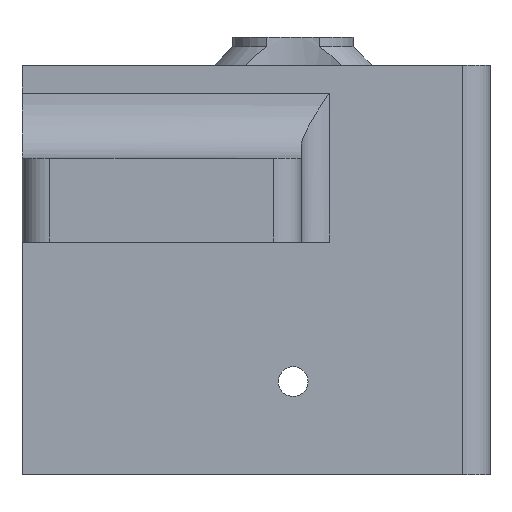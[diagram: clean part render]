
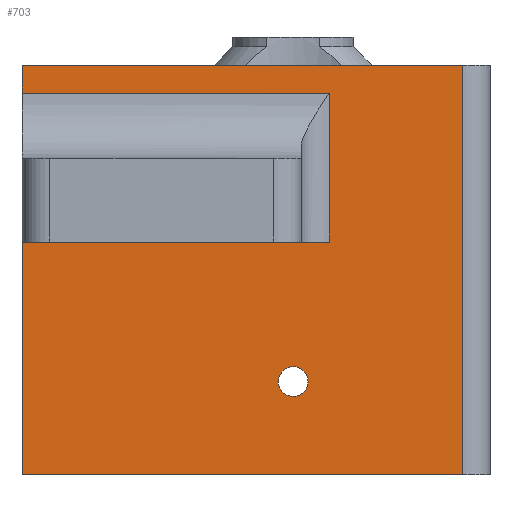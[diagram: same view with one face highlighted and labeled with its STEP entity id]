
A CAD part, left-side view. The second image highlights one B-rep face of the part: STEP entity #703.
In plain terms, the highlighted face is planar.
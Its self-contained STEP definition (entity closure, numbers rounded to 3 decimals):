
#33=FACE_BOUND('',#121,.T.);
#51=PLANE('',#779);
#75=FACE_OUTER_BOUND('',#120,.T.);
#120=EDGE_LOOP('',(#551,#552,#553,#554,#555,#556,#557,#558));
#121=EDGE_LOOP('',(#559));
#156=LINE('',#1068,#211);
#161=LINE('',#1087,#216);
#166=LINE('',#1116,#221);
#170=LINE('',#1124,#225);
#177=LINE('',#1142,#232);
#180=LINE('',#1151,#235);
#182=LINE('',#1157,#237);
#183=LINE('',#1159,#238);
#211=VECTOR('',#844,10.);
#216=VECTOR('',#861,10.);
#221=VECTOR('',#888,10.);
#225=VECTOR('',#892,10.);
#232=VECTOR('',#911,10.);
#235=VECTOR('',#922,10.);
#237=VECTOR('',#928,10.);
#238=VECTOR('',#931,10.);
#288=CIRCLE('',#780,1.6);
#310=VERTEX_POINT('',#1056);
#311=VERTEX_POINT('',#1067);
#318=VERTEX_POINT('',#1085);
#319=VERTEX_POINT('',#1086);
#335=VERTEX_POINT('',#1121);
#336=VERTEX_POINT('',#1123);
#341=VERTEX_POINT('',#1141);
#345=VERTEX_POINT('',#1154);
#346=VERTEX_POINT('',#1160);
#378=EDGE_CURVE('',#311,#310,#156,.T.);
#387=EDGE_CURVE('',#318,#319,#161,.T.);
#402=EDGE_CURVE('',#318,#311,#166,.T.);
#406=EDGE_CURVE('',#336,#335,#170,.T.);
#415=EDGE_CURVE('',#341,#336,#177,.T.);
#420=EDGE_CURVE('',#310,#341,#180,.T.);
#423=EDGE_CURVE('',#345,#319,#182,.T.);
#424=EDGE_CURVE('',#335,#345,#183,.T.);
#425=EDGE_CURVE('',#346,#346,#288,.T.);
#551=ORIENTED_EDGE('',*,*,#378,.T.);
#552=ORIENTED_EDGE('',*,*,#420,.T.);
#553=ORIENTED_EDGE('',*,*,#415,.T.);
#554=ORIENTED_EDGE('',*,*,#406,.T.);
#555=ORIENTED_EDGE('',*,*,#424,.T.);
#556=ORIENTED_EDGE('',*,*,#423,.T.);
#557=ORIENTED_EDGE('',*,*,#387,.F.);
#558=ORIENTED_EDGE('',*,*,#402,.T.);
#559=ORIENTED_EDGE('',*,*,#425,.F.);
#703=ADVANCED_FACE('',(#75,#33),#51,.F.);
#779=AXIS2_PLACEMENT_3D('',#1158,#929,#930);
#780=AXIS2_PLACEMENT_3D('',#1161,#932,#933);
#844=DIRECTION('',(0.,-1.,0.));
#861=DIRECTION('',(0.,-1.,0.));
#888=DIRECTION('',(0.,0.,1.));
#892=DIRECTION('',(0.,0.,1.));
#911=DIRECTION('',(0.,1.,0.));
#922=DIRECTION('',(0.,0.,1.));
#928=DIRECTION('',(0.,0.,-1.));
#929=DIRECTION('center_axis',(-1.,0.,0.));
#930=DIRECTION('ref_axis',(0.,-1.,0.));
#931=DIRECTION('',(0.,-1.,0.));
#932=DIRECTION('center_axis',(1.,0.,0.));
#933=DIRECTION('ref_axis',(0.,1.,0.));
#1056=CARTESIAN_POINT('',(53.3,17.3,3.));
#1067=CARTESIAN_POINT('',(53.3,50.3,3.));
#1068=CARTESIAN_POINT('',(53.3,27.05,3.));
#1085=CARTESIAN_POINT('',(53.3,50.3,0.));
#1086=CARTESIAN_POINT('',(53.3,3.,0.));
#1087=CARTESIAN_POINT('',(53.3,20.3,0.));
#1116=CARTESIAN_POINT('',(53.3,50.3,0.));
#1121=CARTESIAN_POINT('',(53.3,50.3,44.));
#1123=CARTESIAN_POINT('',(53.3,50.3,19.));
#1124=CARTESIAN_POINT('',(53.3,50.3,4.));
#1141=CARTESIAN_POINT('',(53.3,17.3,19.));
#1142=CARTESIAN_POINT('',(53.3,20.3,19.));
#1151=CARTESIAN_POINT('',(53.3,17.3,0.));
#1154=CARTESIAN_POINT('',(53.3,3.,44.));
#1157=CARTESIAN_POINT('',(53.3,3.,0.));
#1158=CARTESIAN_POINT('Origin',(53.3,20.3,0.));
#1159=CARTESIAN_POINT('',(53.3,50.3,44.));
#1160=CARTESIAN_POINT('',(53.3,19.55,34.));
#1161=CARTESIAN_POINT('Origin',(53.3,21.15,34.));
